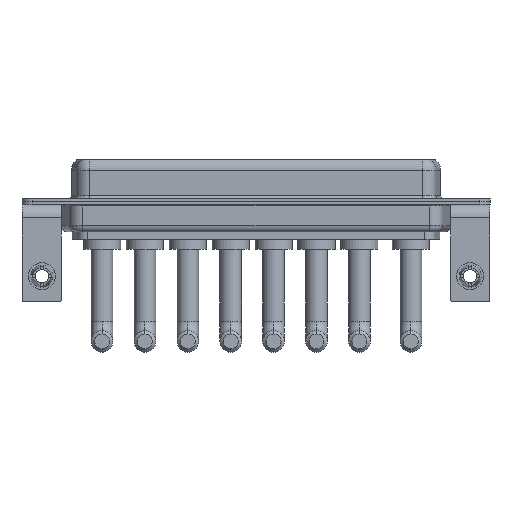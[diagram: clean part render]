
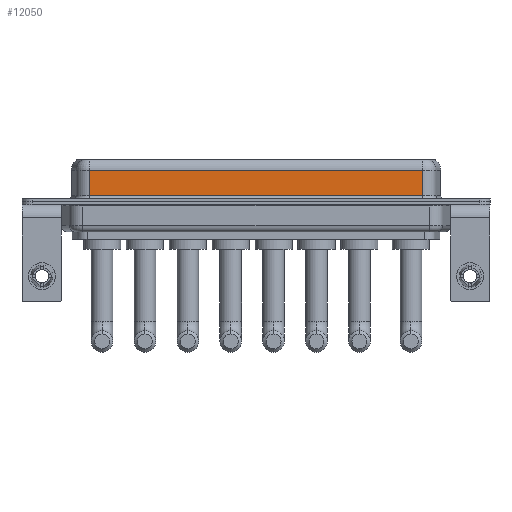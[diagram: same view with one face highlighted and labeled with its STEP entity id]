
A CAD part, front view. The second image highlights one B-rep face of the part: STEP entity #12050.
In plain terms, the highlighted planar face has unit normal (0, -1, 0).
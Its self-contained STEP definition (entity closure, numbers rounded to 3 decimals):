
#741 = EDGE_LOOP ( 'NONE', ( #7685, #11433, #4451, #12161 ) ) ;
#1237 = CARTESIAN_POINT ( 'NONE',  ( 56.462, -3.95, 0.9 ) ) ;
#1309 = LINE ( 'NONE', #1237, #7614 ) ;
#1372 = DIRECTION ( 'NONE',  ( -1., 0., 0. ) ) ;
#1767 = CARTESIAN_POINT ( 'NONE',  ( 56.462, -3.95, 0.9 ) ) ;
#1927 = VECTOR ( 'NONE', #4910, 1000. ) ;
#2059 = CARTESIAN_POINT ( 'NONE',  ( 7.038, -3.95, 0.9 ) ) ;
#2614 = CARTESIAN_POINT ( 'NONE',  ( 56.462, -3.95, 6.4 ) ) ;
#2941 = VERTEX_POINT ( 'NONE', #10214 ) ;
#3239 = EDGE_CURVE ( 'NONE', #13746, #12727, #1309, .T. ) ;
#3369 = PLANE ( 'NONE',  #5262 ) ;
#3805 = LINE ( 'NONE', #2614, #1927 ) ;
#4394 = EDGE_CURVE ( 'NONE', #2941, #12727, #3805, .T. ) ;
#4451 = ORIENTED_EDGE ( 'NONE', *, *, #14827, .T. ) ;
#4910 = DIRECTION ( 'NONE',  ( 0., 0., -1. ) ) ;
#5262 = AXIS2_PLACEMENT_3D ( 'NONE', #14239, #8216, #14090 ) ;
#5283 = LINE ( 'NONE', #7660, #8515 ) ;
#6451 = LINE ( 'NONE', #12235, #13861 ) ;
#6692 = EDGE_CURVE ( 'NONE', #2941, #13123, #6451, .T. ) ;
#7614 = VECTOR ( 'NONE', #13139, 1000. ) ;
#7660 = CARTESIAN_POINT ( 'NONE',  ( 7.038, -3.95, 6.4 ) ) ;
#7685 = ORIENTED_EDGE ( 'NONE', *, *, #4394, .F. ) ;
#8216 = DIRECTION ( 'NONE',  ( 0., 1., 0. ) ) ;
#8515 = VECTOR ( 'NONE', #10354, 1000. ) ;
#9412 = FACE_OUTER_BOUND ( 'NONE', #741, .T. ) ;
#10214 = CARTESIAN_POINT ( 'NONE',  ( 56.462, -3.95, 4.65 ) ) ;
#10354 = DIRECTION ( 'NONE',  ( 0., 0., -1. ) ) ;
#11433 = ORIENTED_EDGE ( 'NONE', *, *, #6692, .T. ) ;
#12050 = ADVANCED_FACE ( 'NONE', ( #9412 ), #3369, .F. ) ;
#12161 = ORIENTED_EDGE ( 'NONE', *, *, #3239, .T. ) ;
#12235 = CARTESIAN_POINT ( 'NONE',  ( 56.462, -3.95, 4.65 ) ) ;
#12727 = VERTEX_POINT ( 'NONE', #1767 ) ;
#13123 = VERTEX_POINT ( 'NONE', #15225 ) ;
#13139 = DIRECTION ( 'NONE',  ( 1., 0., 0. ) ) ;
#13746 = VERTEX_POINT ( 'NONE', #2059 ) ;
#13861 = VECTOR ( 'NONE', #1372, 1000. ) ;
#14090 = DIRECTION ( 'NONE',  ( 0., 0., 1. ) ) ;
#14239 = CARTESIAN_POINT ( 'NONE',  ( 56.462, -3.95, 6.4 ) ) ;
#14827 = EDGE_CURVE ( 'NONE', #13123, #13746, #5283, .T. ) ;
#15225 = CARTESIAN_POINT ( 'NONE',  ( 7.038, -3.95, 4.65 ) ) ;
